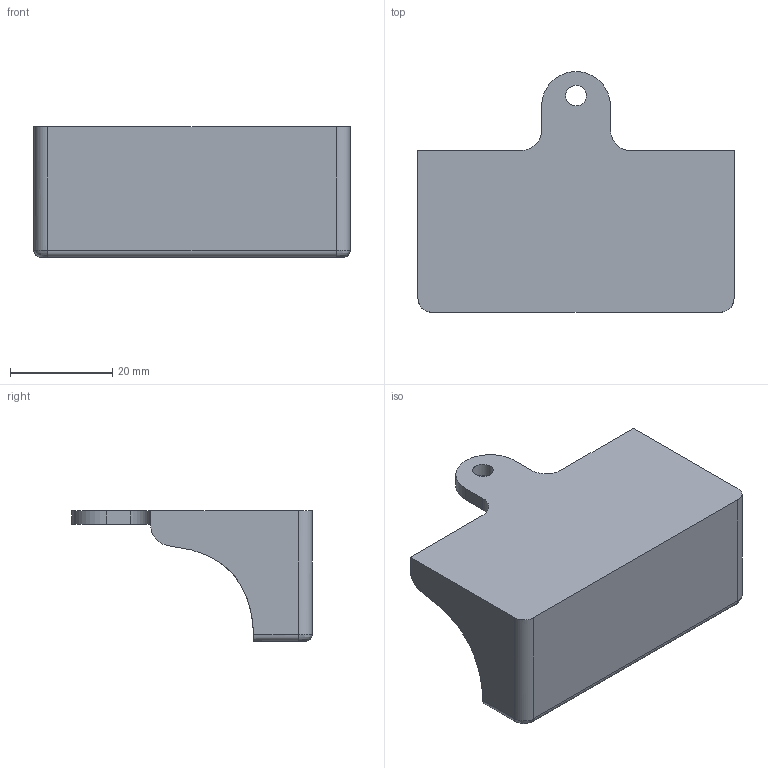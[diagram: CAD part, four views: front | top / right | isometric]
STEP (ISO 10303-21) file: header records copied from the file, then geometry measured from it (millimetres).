
FILE_DESCRIPTION(('FreeCAD Model'),'2;1');
FILE_NAME('Open CASCADE Shape Model','2025-05-03T22:36:16',('FreeCAD'),( 'FreeCAD'),'Open CASCADE STEP processor 7.6','FreeCAD','Unknown');
FILE_SCHEMA(('AUTOMOTIVE_DESIGN { 1 0 10303 214 1 1 1 1 }'));
Length unit declared in the file: millimetre
Products named in the file (1): Open CASCADE STEP translator 7.6 1
Bounding box: 61.97 x 47.14 x 25.6 mm (x, y, z)
Volume: 10553.5 mm3; surface area: 9835.8 mm2
Topology: 1 solids, 1 shells, 59 faces, 159 edges, 102 vertices
Faces by surface type: bspline 59
Entity records: 2193 total; most frequent: CARTESIAN_POINT 1278, ORIENTED_EDGE 318, EDGE_CURVE 159, B_SPLINE_CURVE_WITH_KNOTS 111, VERTEX_POINT 102, FACE_BOUND 61, EDGE_LOOP 61, ADVANCED_FACE 59
